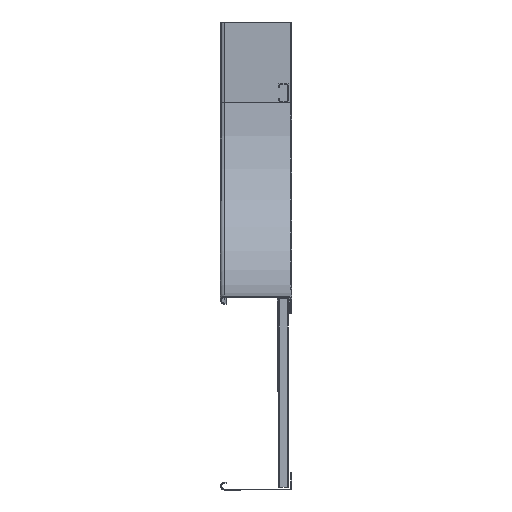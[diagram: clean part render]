
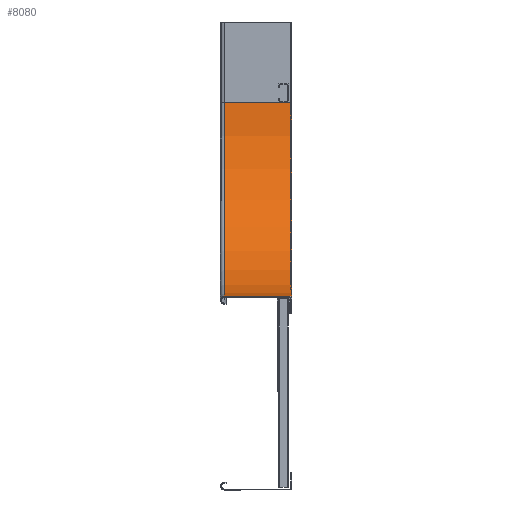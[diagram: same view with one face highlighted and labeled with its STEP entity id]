
A CAD part, left-side view. The second image highlights one B-rep face of the part: STEP entity #8080.
In plain terms, the highlighted cylindrical face has radius 300 mm (diameter 600 mm), a partial arc.
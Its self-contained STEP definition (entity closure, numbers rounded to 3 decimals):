
#146 = DIRECTION ( 'NONE',  ( 0., 1., 0. ) ) ;
#233 = VERTEX_POINT ( 'NONE', #7883 ) ;
#404 = ORIENTED_EDGE ( 'NONE', *, *, #5306, .T. ) ;
#654 = CYLINDRICAL_SURFACE ( 'NONE', #1545, 300. ) ;
#862 = FACE_OUTER_BOUND ( 'NONE', #3896, .T. ) ;
#944 = ORIENTED_EDGE ( 'NONE', *, *, #8586, .T. ) ;
#983 = CARTESIAN_POINT ( 'NONE',  ( 300., 0., -125. ) ) ;
#1545 = AXIS2_PLACEMENT_3D ( 'NONE', #983, #5766, #6447 ) ;
#1580 = ORIENTED_EDGE ( 'NONE', *, *, #4924, .F. ) ;
#1981 = LINE ( 'NONE', #3538, #3821 ) ;
#2025 = DIRECTION ( 'NONE',  ( 0., -1., 0. ) ) ;
#2175 = ORIENTED_EDGE ( 'NONE', *, *, #6074, .F. ) ;
#3538 = CARTESIAN_POINT ( 'NONE',  ( 0., 0., -125. ) ) ;
#3643 = CARTESIAN_POINT ( 'NONE',  ( 300., 0., -125. ) ) ;
#3760 = CARTESIAN_POINT ( 'NONE',  ( 0., 0., -125. ) ) ;
#3821 = VECTOR ( 'NONE', #146, 1000. ) ;
#3896 = EDGE_LOOP ( 'NONE', ( #2175, #1580, #944, #404 ) ) ;
#3911 = CARTESIAN_POINT ( 'NONE',  ( 300., 0., -425. ) ) ;
#4296 = VERTEX_POINT ( 'NONE', #4397 ) ;
#4319 = DIRECTION ( 'NONE',  ( 0., 0., 1. ) ) ;
#4340 = CIRCLE ( 'NONE', #4933, 300. ) ;
#4397 = CARTESIAN_POINT ( 'NONE',  ( 0., 104., -125. ) ) ;
#4648 = LINE ( 'NONE', #3911, #6271 ) ;
#4924 = EDGE_CURVE ( 'NONE', #8138, #4296, #1981, .T. ) ;
#4933 = AXIS2_PLACEMENT_3D ( 'NONE', #6136, #2025, #6823 ) ;
#5018 = AXIS2_PLACEMENT_3D ( 'NONE', #3643, #8423, #4319 ) ;
#5306 = EDGE_CURVE ( 'NONE', #233, #6424, #4648, .T. ) ;
#5766 = DIRECTION ( 'NONE',  ( 0., -1., 0. ) ) ;
#6074 = EDGE_CURVE ( 'NONE', #4296, #6424, #4340, .T. ) ;
#6136 = CARTESIAN_POINT ( 'NONE',  ( 300., 104., -125. ) ) ;
#6271 = VECTOR ( 'NONE', #7279, 1000. ) ;
#6424 = VERTEX_POINT ( 'NONE', #7838 ) ;
#6447 = DIRECTION ( 'NONE',  ( 0., 0., -1. ) ) ;
#6823 = DIRECTION ( 'NONE',  ( -1., 0., 0. ) ) ;
#7279 = DIRECTION ( 'NONE',  ( 0., 1., 0. ) ) ;
#7838 = CARTESIAN_POINT ( 'NONE',  ( 300., 104., -425. ) ) ;
#7883 = CARTESIAN_POINT ( 'NONE',  ( 300., 0., -425. ) ) ;
#8025 = CIRCLE ( 'NONE', #5018, 300. ) ;
#8080 = ADVANCED_FACE ( 'NONE', ( #862 ), #654, .F. ) ;
#8138 = VERTEX_POINT ( 'NONE', #3760 ) ;
#8423 = DIRECTION ( 'NONE',  ( 0., -1., 0. ) ) ;
#8586 = EDGE_CURVE ( 'NONE', #8138, #233, #8025, .T. ) ;
